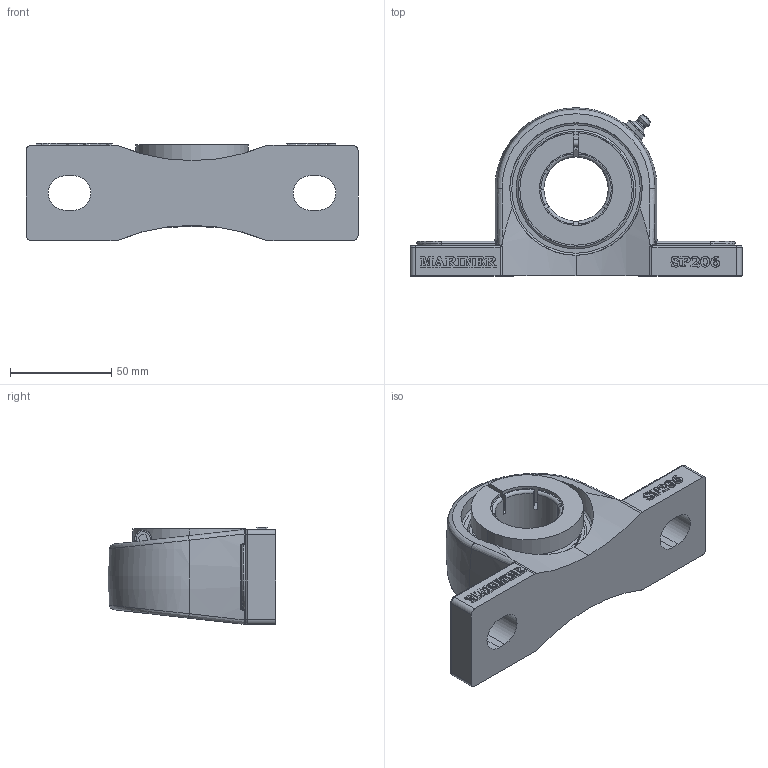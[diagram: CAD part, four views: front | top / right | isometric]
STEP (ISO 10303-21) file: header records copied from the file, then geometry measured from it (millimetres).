
FILE_DESCRIPTION(('HOOPS Exchange Step'),'2;1');
FILE_NAME('export-8D42C90C-B015-4468-851B-6A47C2E352E6.stp','2019-12-13T14:38:55-08:00',('ibuslach'),('Alibre'),'HOOPS Exchange 2019.2','Alibre','Unknown authorisation');
FILE_SCHEMA( ('AP242_MANAGED_MODEL_BASED_3D_ENGINEERING_MIM_LF {1 0 10303 442 1 1 4 }') );
Length unit declared in the file: centimetre
Products named in the file (8): MRN SP 206; ZERK 6mm; SUE 206 LOCK RING; SUE 204 BOLT; SUE 206 SHIELD; SUE 206-20 RACES; MRN SUE 206-20; MRN SUEP 206-20
Assembly tree (8 placements, depth 3):
  MRN SUEP 206-20
    MRN SP 206
    ZERK 6mm
    MRN SUE 206-20
      SUE 206 LOCK RING
      SUE 204 BOLT
      SUE 206 SHIELD  x2
      SUE 206-20 RACES
Bounding box: 164 x 82.95 x 47.95 mm (x, y, z)
Volume: 201196.8 mm3; surface area: 65690.3 mm2
Topology: 8 solids, 8 shells, 713 faces, 1991 edges, 1308 vertices
Faces by surface type: plane 276, extrusion 240, cylinder 86, torus 40, cone 40, bspline 22, sphere 9
Full cylindrical faces by diameter (mm): 1.478 x2, 3.242 x2, 4 x1, 5 x1, 6 x1, 7 x1, 8.25 x1, 31.75 x1, 42 x4, 42.508 x2, 52 x2, 54 x2, 65.428 x2
Entity records: 33361 total; most frequent: CARTESIAN_POINT 16044, ORIENTED_EDGE 3926, DIRECTION 2817, EDGE_CURVE 1963, VERTEX_POINT 1294, VECTOR 1237, LINE 997, B_SPLINE_CURVE_WITH_KNOTS 840
